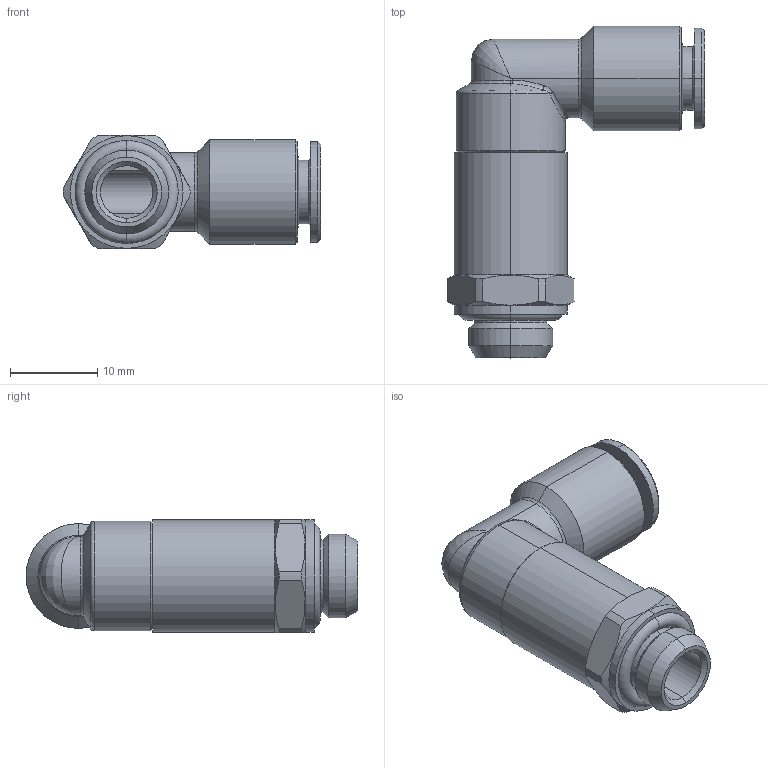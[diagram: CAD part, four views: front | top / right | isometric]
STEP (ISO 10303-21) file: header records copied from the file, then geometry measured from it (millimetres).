
FILE_DESCRIPTION (( 'STEP AP203' ), '1' );
FILE_NAME ('A0090031.STEP', '2009-11-24T14:32:46', ( 'Gabriele' ), ( 'C.Matic srl' ), 'SwSTEP 2.0', 'SolidWorks 2009', '' );
FILE_SCHEMA (( 'CONFIG_CONTROL_DESIGN' ));
Length unit declared in the file: millimetre
Products named in the file (1): A0090031
Bounding box: 29.45 x 38 x 13 mm (x, y, z)
Volume: 4189.3 mm3; surface area: 3327.4 mm2
Topology: 1 solids, 1 shells, 96 faces, 218 edges, 127 vertices
Faces by surface type: cylinder 35, cone 29, plane 16, torus 10, bspline 6
Entity records: 4001 total; most frequent: CARTESIAN_POINT 1795, DIRECTION 470, ORIENTED_EDGE 432, EDGE_CURVE 216, AXIS2_PLACEMENT_3D 200, VERTEX_POINT 127, CIRCLE 109, EDGE_LOOP 103
